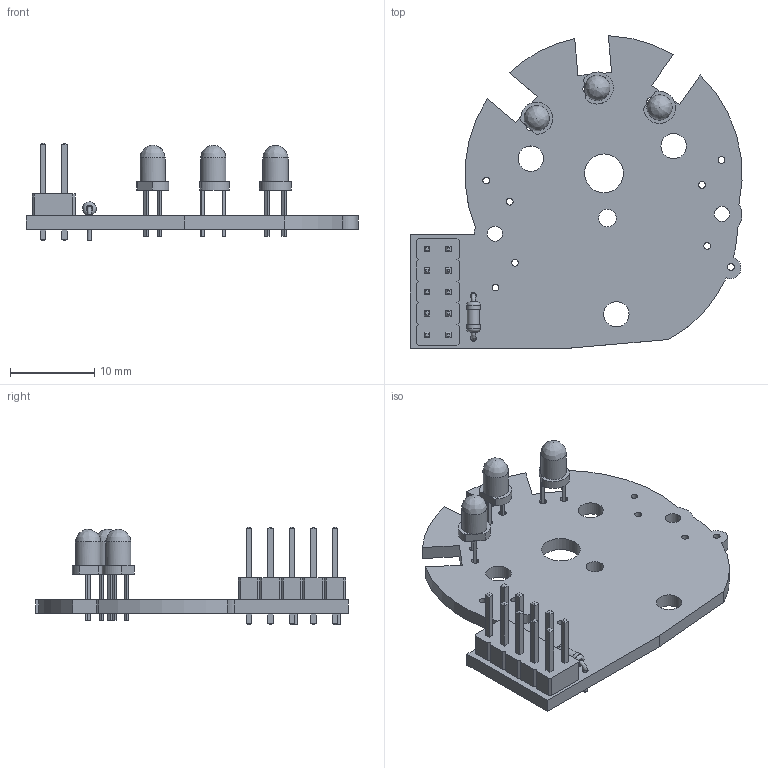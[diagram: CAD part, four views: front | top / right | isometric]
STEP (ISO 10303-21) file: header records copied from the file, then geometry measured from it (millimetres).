
FILE_DESCRIPTION(('KiCad electronic assembly'),'2;1');
FILE_NAME('BATT-PCB.step','2023-11-12T08:03:28',('Pcbnew'),('Kicad'), 'Open CASCADE STEP processor 7.6','KiCad to STEP converter','Unknown' );
FILE_SCHEMA(('AUTOMOTIVE_DESIGN { 1 0 10303 214 1 1 1 1 }'));
Length unit declared in the file: millimetre
Products named in the file (8): BATT-PCB 1; R_Axial_DIN0204_L3.6mm_D1.6mm_P5.08mm_Horizontal; SOLID; LED_D3.0mm; PinHeader_2x05_P2.54mm_Vertical; BATT-PCB PCB
Assembly tree (9 placements, depth 3):
  BATT-PCB 1
    R_Axial_DIN0204_L3.6mm_D1.6mm_P5.08mm_Horizontal
      SOLID
    LED_D3.0mm  x3
      SOLID
    PinHeader_2x05_P2.54mm_Vertical
      SOLID
    BATT-PCB PCB
Bounding box: 39.33 x 37.02 x 11.54 mm (x, y, z)
Volume: 1950.1 mm3; surface area: 3234.2 mm2
Topology: 6 solids, 6 shells, 334 faces, 807 edges, 500 vertices
Faces by surface type: bspline 277, cylinder 42, plane 15
Full cylindrical faces by diameter (mm): 0.7 x2, 0.8 x8, 0.9 x6, 1 x10, 1.8 x2, 2.087 x1, 3 x3, 4.6 x1
Entity records: 19095 total; most frequent: CARTESIAN_POINT 6209, B_SPLINE_CURVE_WITH_KNOTS 1637, ORIENTED_EDGE 1444, PCURVE 1444, DEFINITIONAL_REPRESENTATION 1444, EDGE_CURVE 722, DIRECTION 713, SURFACE_CURVE 678
